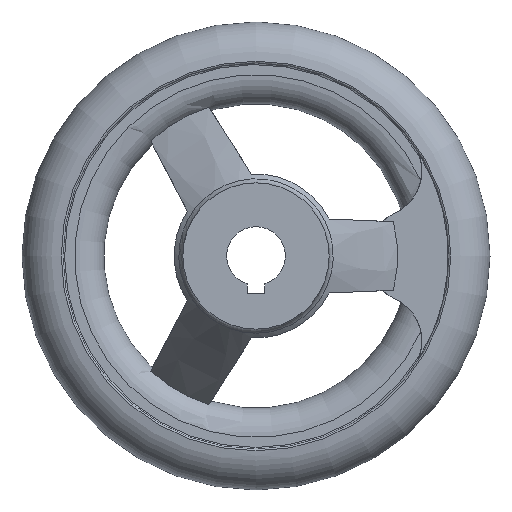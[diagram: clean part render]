
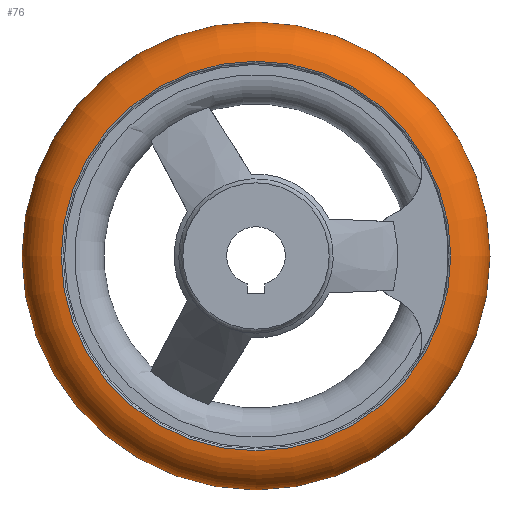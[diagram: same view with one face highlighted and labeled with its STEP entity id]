
A CAD part, front view. The second image highlights one B-rep face of the part: STEP entity #76.
In plain terms, the highlighted toroidal (fillet/blend) face has major radius 33 mm and minor radius 7 mm.
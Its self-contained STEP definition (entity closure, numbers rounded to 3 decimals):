
#76 = ADVANCED_FACE( '', ( #179, #180, #181 ), #182, .T. );
#179 = FACE_BOUND( '', #318, .T. );
#180 = FACE_OUTER_BOUND( '', #319, .T. );
#181 = FACE_OUTER_BOUND( '', #320, .T. );
#182 = TOROIDAL_SURFACE( '', #321, 33., 7. );
#318 = VERTEX_LOOP( '', #500 );
#319 = EDGE_LOOP( '', ( #501 ) );
#320 = EDGE_LOOP( '', ( #502 ) );
#321 = AXIS2_PLACEMENT_3D( '', #503, #504, #505 );
#500 = VERTEX_POINT( '', #813 );
#501 = ORIENTED_EDGE( '', *, *, #814, .T. );
#502 = ORIENTED_EDGE( '', *, *, #815, .F. );
#503 = CARTESIAN_POINT( '', ( 0., 22., 0. ) );
#504 = DIRECTION( '', ( 0., -1., 0. ) );
#505 = DIRECTION( '', ( 0., 0., -1. ) );
#813 = CARTESIAN_POINT( '', ( 0., 22., -40. ) );
#814 = EDGE_CURVE( '', #981, #981, #982, .T. );
#815 = EDGE_CURVE( '', #983, #983, #984, .T. );
#981 = VERTEX_POINT( '', #1326 );
#982 = CIRCLE( '', #1327, 33.292 );
#983 = VERTEX_POINT( '', #1328 );
#984 = CIRCLE( '', #1329, 33.292 );
#1326 = CARTESIAN_POINT( '', ( 0., 28.994, -33.292 ) );
#1327 = AXIS2_PLACEMENT_3D( '', #1676, #1677, #1678 );
#1328 = CARTESIAN_POINT( '', ( 0., 15.006, -33.292 ) );
#1329 = AXIS2_PLACEMENT_3D( '', #1679, #1680, #1681 );
#1676 = CARTESIAN_POINT( '', ( 0., 28.994, 0. ) );
#1677 = DIRECTION( '', ( 0., -1., 0. ) );
#1678 = DIRECTION( '', ( 0., 0., -1. ) );
#1679 = CARTESIAN_POINT( '', ( 0., 15.006, 0. ) );
#1680 = DIRECTION( '', ( 0., -1., 0. ) );
#1681 = DIRECTION( '', ( 0., 0., -1. ) );
